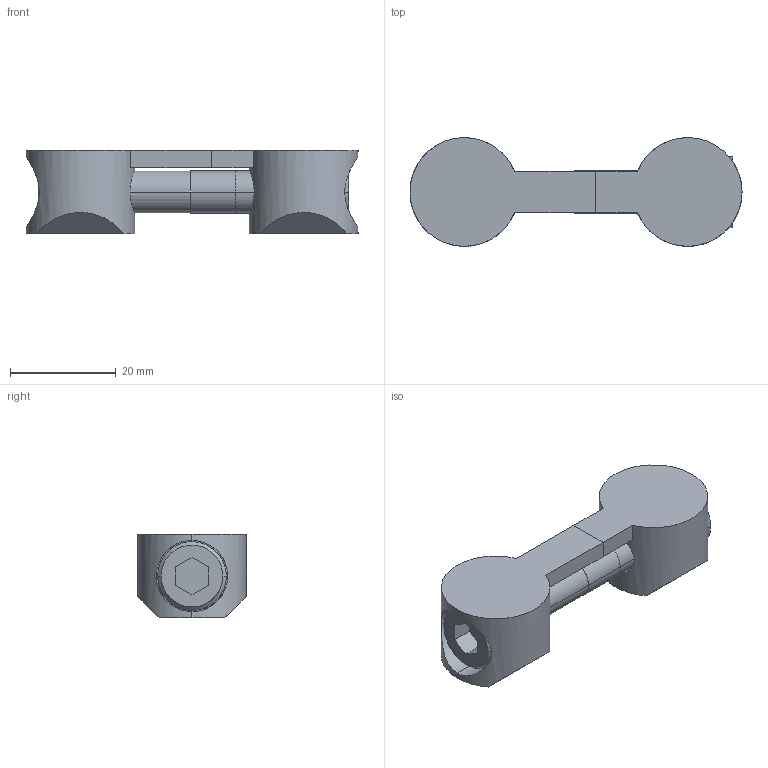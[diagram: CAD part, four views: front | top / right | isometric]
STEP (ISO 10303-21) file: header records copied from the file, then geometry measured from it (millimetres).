
FILE_DESCRIPTION((''),'2;1');
FILE_NAME('15FAC3886.stp','2006-03-13T15:38:51',('Shawn Mantel'),('Faztek, LLC'),'Mechanical Desktop 2005','Mechanical Desktop 2005',', , ');
FILE_SCHEMA(('CONFIG_CONTROL_DESIGN'));
Length unit declared in the file: inch
Products named in the file (1): Product
Bounding box: 62.85 x 20.57 x 15.88 mm (x, y, z)
Volume: 8640.2 mm3; surface area: 7435.9 mm2
Topology: 4 solids, 4 shells, 58 faces, 171 edges, 138 vertices
Faces by surface type: plane 20, bspline 20, cylinder 18
Entity records: 2316 total; most frequent: CARTESIAN_POINT 932, DIRECTION 209, ORIENTED_EDGE 192, QUASI_UNIFORM_CURVE 120, EDGE_CURVE 96, AXIS2_PLACEMENT_3D 81, PCURVE 72, COMPOSITE_CURVE_SEGMENT 72
